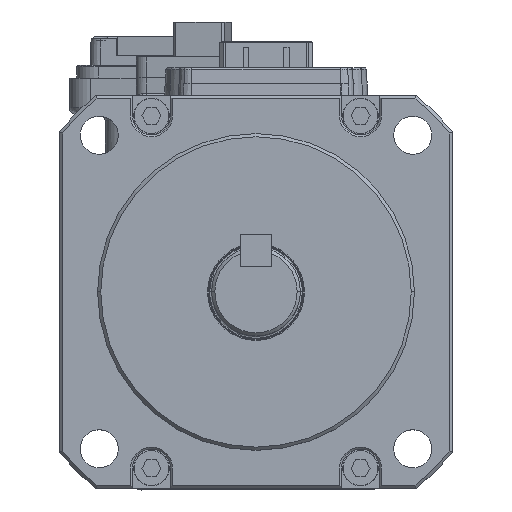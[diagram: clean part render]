
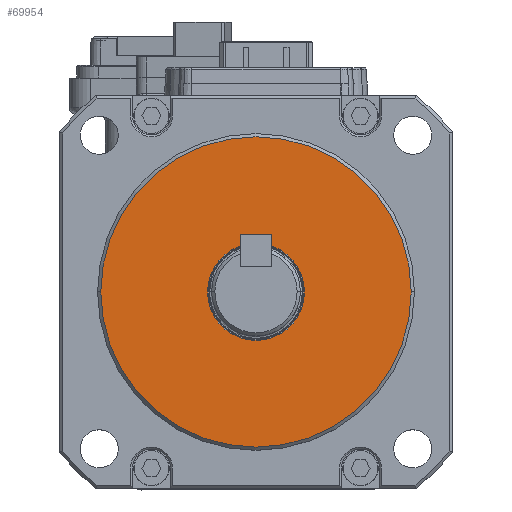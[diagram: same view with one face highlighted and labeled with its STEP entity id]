
A CAD part, top view. The second image highlights one B-rep face of the part: STEP entity #69954.
In plain terms, the highlighted planar face has unit normal (0, 0, 1).
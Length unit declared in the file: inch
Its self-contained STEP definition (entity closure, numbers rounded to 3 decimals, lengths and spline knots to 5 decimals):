
#1048 = DIRECTION ( 'NONE',  ( 0., 0., -1. ) ) ;
#3256 = AXIS2_PLACEMENT_3D ( 'NONE', #11649, #27829, #72364 ) ;
#4101 = CARTESIAN_POINT ( 'NONE',  ( 0., 0., 1.77165 ) ) ;
#5091 = CARTESIAN_POINT ( 'NONE',  ( 0., 0., 1.77165 ) ) ;
#5880 = AXIS2_PLACEMENT_3D ( 'NONE', #4101, #54524, #65924 ) ;
#5908 = VERTEX_POINT ( 'NONE', #68250 ) ;
#10900 = FACE_OUTER_BOUND ( 'NONE', #64949, .T. ) ;
#11649 = CARTESIAN_POINT ( 'NONE',  ( 0., 0., 1.77165 ) ) ;
#13108 = CARTESIAN_POINT ( 'NONE',  ( -0.96457, 0., 1.77165 ) ) ;
#16196 = CARTESIAN_POINT ( 'NONE',  ( 0.30118, 0., 1.77165 ) ) ;
#16243 = DIRECTION ( 'NONE',  ( 0., 0., -1. ) ) ;
#18289 = EDGE_CURVE ( 'NONE', #47375, #25228, #36073, .T. ) ;
#22670 = FACE_BOUND ( 'NONE', #69433, .T. ) ;
#24281 = VERTEX_POINT ( 'NONE', #16196 ) ;
#25228 = VERTEX_POINT ( 'NONE', #47996 ) ;
#25628 = CIRCLE ( 'NONE', #56160, 0.30118 ) ;
#27829 = DIRECTION ( 'NONE',  ( 0., 0., 1. ) ) ;
#28609 = DIRECTION ( 'NONE',  ( -1., 0., 0. ) ) ;
#30443 = CIRCLE ( 'NONE', #36327, 0.30118 ) ;
#36073 = CIRCLE ( 'NONE', #58407, 0.96457 ) ;
#36327 = AXIS2_PLACEMENT_3D ( 'NONE', #60758, #16243, #38674 ) ;
#38674 = DIRECTION ( 'NONE',  ( -1., 0., 0. ) ) ;
#39426 = ORIENTED_EDGE ( 'NONE', *, *, #18289, .F. ) ;
#39684 = DIRECTION ( 'NONE',  ( 0., 0., -1. ) ) ;
#39944 = ORIENTED_EDGE ( 'NONE', *, *, #72234, .F. ) ;
#45562 = CARTESIAN_POINT ( 'NONE',  ( 0., 0., 1.77165 ) ) ;
#46262 = DIRECTION ( 'NONE',  ( -1., 0., 0. ) ) ;
#47375 = VERTEX_POINT ( 'NONE', #13108 ) ;
#47996 = CARTESIAN_POINT ( 'NONE',  ( 0.96457, 0., 1.77165 ) ) ;
#49848 = ORIENTED_EDGE ( 'NONE', *, *, #65574, .T. ) ;
#54524 = DIRECTION ( 'NONE',  ( 0., 0., -1. ) ) ;
#56160 = AXIS2_PLACEMENT_3D ( 'NONE', #5091, #1048, #28609 ) ;
#56886 = PLANE ( 'NONE',  #3256 ) ;
#58407 = AXIS2_PLACEMENT_3D ( 'NONE', #45562, #39684, #46262 ) ;
#60758 = CARTESIAN_POINT ( 'NONE',  ( 0., 0., 1.77165 ) ) ;
#61119 = ORIENTED_EDGE ( 'NONE', *, *, #68413, .T. ) ;
#64949 = EDGE_LOOP ( 'NONE', ( #39944, #39426 ) ) ;
#65574 = EDGE_CURVE ( 'NONE', #5908, #24281, #30443, .T. ) ;
#65924 = DIRECTION ( 'NONE',  ( -1., 0., 0. ) ) ;
#68250 = CARTESIAN_POINT ( 'NONE',  ( -0.30118, 0., 1.77165 ) ) ;
#68413 = EDGE_CURVE ( 'NONE', #24281, #5908, #25628, .T. ) ;
#69433 = EDGE_LOOP ( 'NONE', ( #61119, #49848 ) ) ;
#69954 = ADVANCED_FACE ( 'NONE', ( #22670, #10900 ), #56886, .T. ) ;
#71694 = CIRCLE ( 'NONE', #5880, 0.96457 ) ;
#72234 = EDGE_CURVE ( 'NONE', #25228, #47375, #71694, .T. ) ;
#72364 = DIRECTION ( 'NONE',  ( 1., 0., 0. ) ) ;
